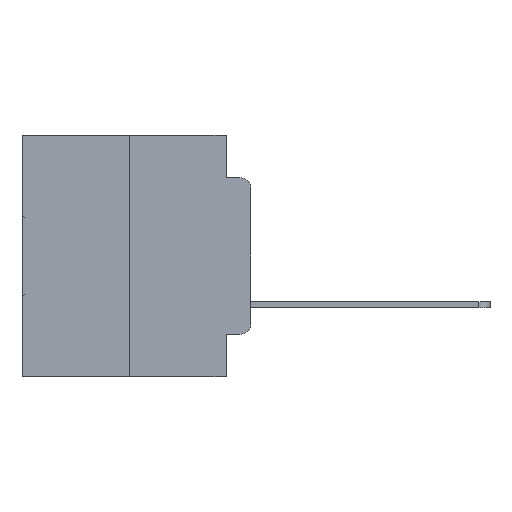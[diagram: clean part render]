
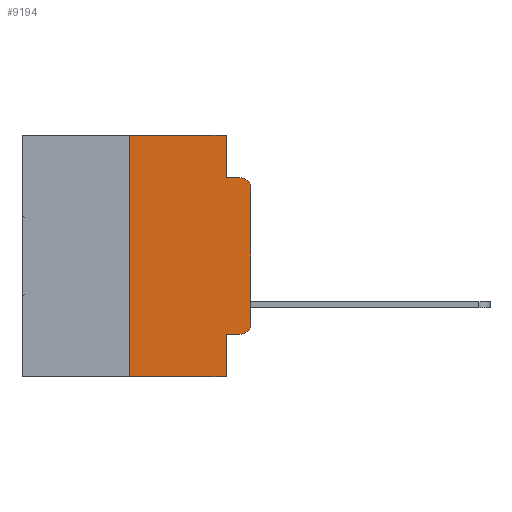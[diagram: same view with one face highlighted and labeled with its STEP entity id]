
A CAD part, left-side view. The second image highlights one B-rep face of the part: STEP entity #9194.
In plain terms, the highlighted planar face has unit normal (-1, 0, 0).
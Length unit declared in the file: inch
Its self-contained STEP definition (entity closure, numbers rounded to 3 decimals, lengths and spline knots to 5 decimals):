
#436 = DIRECTION ( 'NONE',  ( 0., 0., -1. ) ) ;
#555 = AXIS2_PLACEMENT_3D ( 'NONE', #18347, #2722, #20850 ) ;
#727 = VECTOR ( 'NONE', #1339, 39.37008 ) ;
#916 = CARTESIAN_POINT ( 'NONE',  ( 0., 0.051, -0.4115 ) ) ;
#1091 = VERTEX_POINT ( 'NONE', #916 ) ;
#1164 = LINE ( 'NONE', #13563, #9157 ) ;
#1339 = DIRECTION ( 'NONE',  ( 0., -1., 0. ) ) ;
#1580 = LINE ( 'NONE', #15206, #28538 ) ;
#1978 = LINE ( 'NONE', #14624, #9960 ) ;
#2443 = AXIS2_PLACEMENT_3D ( 'NONE', #18164, #2507, #20638 ) ;
#2507 = DIRECTION ( 'NONE',  ( -1., 0., 0. ) ) ;
#2722 = DIRECTION ( 'NONE',  ( -1., 0., 0. ) ) ;
#2859 = VECTOR ( 'NONE', #11011, 39.37008 ) ;
#2868 = EDGE_CURVE ( 'NONE', #1091, #30615, #20698, .T. ) ;
#3069 = CARTESIAN_POINT ( 'NONE',  ( 0., 0.473, 0. ) ) ;
#3175 = LINE ( 'NONE', #20191, #22904 ) ;
#3835 = VECTOR ( 'NONE', #18691, 39.37008 ) ;
#5054 = ORIENTED_EDGE ( 'NONE', *, *, #20808, .T. ) ;
#5612 = CARTESIAN_POINT ( 'NONE',  ( 0., 0.25, 0. ) ) ;
#5864 = VERTEX_POINT ( 'NONE', #32043 ) ;
#6310 = ORIENTED_EDGE ( 'NONE', *, *, #14460, .T. ) ;
#6492 = EDGE_CURVE ( 'NONE', #1091, #23560, #1978, .T. ) ;
#7658 = EDGE_CURVE ( 'NONE', #18430, #5864, #22607, .T. ) ;
#9157 = VECTOR ( 'NONE', #16138, 39.37008 ) ;
#9194 = ADVANCED_FACE ( 'NONE', ( #30271 ), #23583, .F. ) ;
#9960 = VECTOR ( 'NONE', #32611, 39.37008 ) ;
#10093 = VERTEX_POINT ( 'NONE', #21904 ) ;
#11011 = DIRECTION ( 'NONE',  ( 0., 0., -1. ) ) ;
#13052 = EDGE_LOOP ( 'NONE', ( #30969, #6310, #20010, #14966, #22296, #16521, #5054, #18840, #25334, #26799 ) ) ;
#13210 = LINE ( 'NONE', #30213, #24832 ) ;
#13231 = CARTESIAN_POINT ( 'NONE',  ( 0., 0.051, -0.5 ) ) ;
#13563 = CARTESIAN_POINT ( 'NONE',  ( 0., 0.25, 0. ) ) ;
#14460 = EDGE_CURVE ( 'NONE', #31028, #22224, #14721, .T. ) ;
#14624 = CARTESIAN_POINT ( 'NONE',  ( 0., 0.051, 0. ) ) ;
#14721 = CIRCLE ( 'NONE', #555, 0.02 ) ;
#14966 = ORIENTED_EDGE ( 'NONE', *, *, #7658, .F. ) ;
#15206 = CARTESIAN_POINT ( 'NONE',  ( 0., 0., 0. ) ) ;
#16138 = DIRECTION ( 'NONE',  ( 0., 0., 1. ) ) ;
#16278 = DIRECTION ( 'NONE',  ( 1., 0., 0. ) ) ;
#16521 = ORIENTED_EDGE ( 'NONE', *, *, #16968, .F. ) ;
#16968 = EDGE_CURVE ( 'NONE', #10093, #31429, #1164, .T. ) ;
#18001 = EDGE_CURVE ( 'NONE', #5864, #22224, #3175, .T. ) ;
#18164 = CARTESIAN_POINT ( 'NONE',  ( 0., 0.02, -0.3915 ) ) ;
#18347 = CARTESIAN_POINT ( 'NONE',  ( 0., 0.02, -0.1085 ) ) ;
#18430 = VERTEX_POINT ( 'NONE', #27209 ) ;
#18691 = DIRECTION ( 'NONE',  ( 0., -1., 0. ) ) ;
#18840 = ORIENTED_EDGE ( 'NONE', *, *, #6492, .F. ) ;
#20010 = ORIENTED_EDGE ( 'NONE', *, *, #18001, .F. ) ;
#20191 = CARTESIAN_POINT ( 'NONE',  ( 0., 0.051, -0.0885 ) ) ;
#20638 = DIRECTION ( 'NONE',  ( 0., 0., -1. ) ) ;
#20698 = LINE ( 'NONE', #31469, #727 ) ;
#20808 = EDGE_CURVE ( 'NONE', #10093, #23560, #13210, .T. ) ;
#20850 = DIRECTION ( 'NONE',  ( 0., 0., -1. ) ) ;
#21904 = CARTESIAN_POINT ( 'NONE',  ( 0., 0.25, -0.5 ) ) ;
#22224 = VERTEX_POINT ( 'NONE', #24258 ) ;
#22296 = ORIENTED_EDGE ( 'NONE', *, *, #29762, .F. ) ;
#22368 = CARTESIAN_POINT ( 'NONE',  ( 0., 0., -0.3915 ) ) ;
#22533 = DIRECTION ( 'NONE',  ( 0., 0., 1. ) ) ;
#22607 = LINE ( 'NONE', #25926, #2859 ) ;
#22765 = EDGE_CURVE ( 'NONE', #29420, #31028, #1580, .T. ) ;
#22904 = VECTOR ( 'NONE', #32027, 39.37008 ) ;
#23560 = VERTEX_POINT ( 'NONE', #13231 ) ;
#23583 = PLANE ( 'NONE',  #24744 ) ;
#24258 = CARTESIAN_POINT ( 'NONE',  ( 0., 0.02, -0.0885 ) ) ;
#24744 = AXIS2_PLACEMENT_3D ( 'NONE', #25976, #16278, #436 ) ;
#24832 = VECTOR ( 'NONE', #32557, 39.37008 ) ;
#25090 = CIRCLE ( 'NONE', #2443, 0.02 ) ;
#25334 = ORIENTED_EDGE ( 'NONE', *, *, #2868, .T. ) ;
#25738 = EDGE_CURVE ( 'NONE', #30615, #29420, #25090, .T. ) ;
#25926 = CARTESIAN_POINT ( 'NONE',  ( 0., 0.051, 0. ) ) ;
#25976 = CARTESIAN_POINT ( 'NONE',  ( 0., 0.473, 0. ) ) ;
#26799 = ORIENTED_EDGE ( 'NONE', *, *, #25738, .T. ) ;
#27209 = CARTESIAN_POINT ( 'NONE',  ( 0., 0.051, 0. ) ) ;
#27416 = CARTESIAN_POINT ( 'NONE',  ( 0., 0.02, -0.4115 ) ) ;
#28538 = VECTOR ( 'NONE', #22533, 39.37008 ) ;
#29420 = VERTEX_POINT ( 'NONE', #22368 ) ;
#29762 = EDGE_CURVE ( 'NONE', #31429, #18430, #29778, .T. ) ;
#29778 = LINE ( 'NONE', #3069, #3835 ) ;
#30213 = CARTESIAN_POINT ( 'NONE',  ( 0., 0.473, -0.5 ) ) ;
#30271 = FACE_OUTER_BOUND ( 'NONE', #13052, .T. ) ;
#30615 = VERTEX_POINT ( 'NONE', #27416 ) ;
#30969 = ORIENTED_EDGE ( 'NONE', *, *, #22765, .T. ) ;
#31028 = VERTEX_POINT ( 'NONE', #31200 ) ;
#31200 = CARTESIAN_POINT ( 'NONE',  ( 0., 0., -0.1085 ) ) ;
#31429 = VERTEX_POINT ( 'NONE', #5612 ) ;
#31469 = CARTESIAN_POINT ( 'NONE',  ( 0., 0.051, -0.4115 ) ) ;
#32027 = DIRECTION ( 'NONE',  ( 0., -1., 0. ) ) ;
#32043 = CARTESIAN_POINT ( 'NONE',  ( 0., 0.051, -0.0885 ) ) ;
#32557 = DIRECTION ( 'NONE',  ( 0., -1., 0. ) ) ;
#32611 = DIRECTION ( 'NONE',  ( 0., 0., -1. ) ) ;
